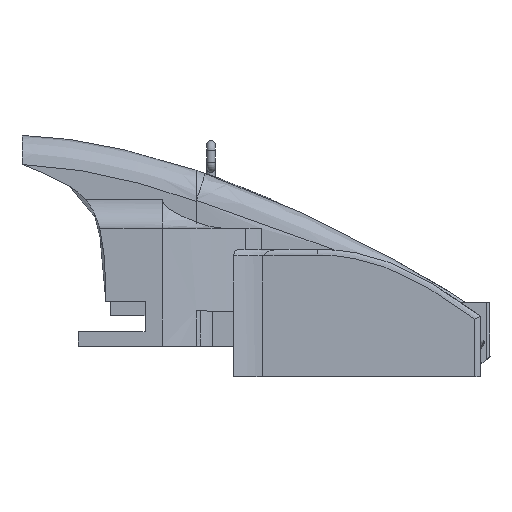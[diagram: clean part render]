
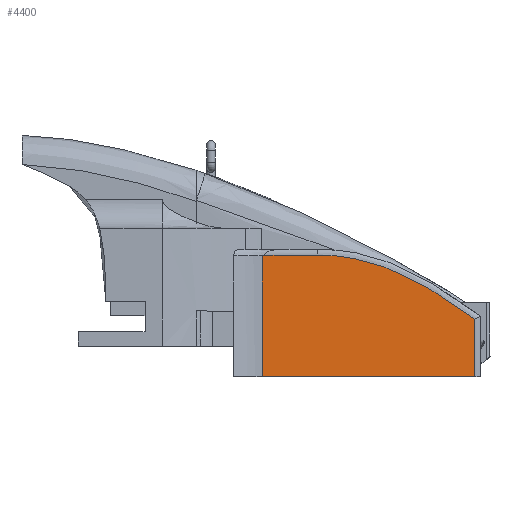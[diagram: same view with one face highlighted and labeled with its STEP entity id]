
A CAD part, left-side view. The second image highlights one B-rep face of the part: STEP entity #4400.
In plain terms, the highlighted planar face has unit normal (-1, 0, 0).
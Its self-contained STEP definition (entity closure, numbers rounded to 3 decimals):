
#397=B_SPLINE_CURVE_WITH_KNOTS('',3,(#11607,#11608,#11609,#11610,#11611,
#11612,#11613,#11614,#11615,#11616),.UNSPECIFIED.,.F.,.F.,(4,3,3,4),(0.157,
0.175,0.211,0.213),.UNSPECIFIED.);
#416=B_SPLINE_CURVE_WITH_KNOTS('',3,(#12656,#12657,#12658,#12659,#12660,
#12661,#12662,#12663,#12664),.UNSPECIFIED.,.F.,.F.,(4,1,1,1,1,1,4),(0.081,
0.716,1.432,2.864,3.58,4.296,
5.012),.UNSPECIFIED.);
#730=FACE_OUTER_BOUND('',#984,.T.);
#984=EDGE_LOOP('',(#3617,#3618,#3619,#3620,#3621,#3622));
#1282=LINE('',#11752,#1578);
#1284=LINE('',#12262,#1580);
#1294=LINE('',#12654,#1590);
#1295=LINE('',#12665,#1591);
#1578=VECTOR('',#5319,12.);
#1580=VECTOR('',#5323,12.);
#1590=VECTOR('',#5357,2.7);
#1591=VECTOR('',#5358,2.7);
#1925=VERTEX_POINT('',#11600);
#1926=VERTEX_POINT('',#11606);
#1935=VERTEX_POINT('',#11750);
#1944=VERTEX_POINT('',#12261);
#1954=VERTEX_POINT('',#12653);
#1955=VERTEX_POINT('',#12655);
#2500=EDGE_CURVE('',#1926,#1925,#397,.T.);
#2515=EDGE_CURVE('',#1935,#1925,#1282,.T.);
#2525=EDGE_CURVE('',#1935,#1944,#1284,.T.);
#2546=EDGE_CURVE('',#1944,#1954,#1294,.T.);
#2547=EDGE_CURVE('',#1954,#1955,#416,.T.);
#2548=EDGE_CURVE('',#1955,#1926,#1295,.T.);
#3617=ORIENTED_EDGE('',*,*,#2500,.T.);
#3618=ORIENTED_EDGE('',*,*,#2515,.F.);
#3619=ORIENTED_EDGE('',*,*,#2525,.T.);
#3620=ORIENTED_EDGE('',*,*,#2546,.T.);
#3621=ORIENTED_EDGE('',*,*,#2547,.T.);
#3622=ORIENTED_EDGE('',*,*,#2548,.T.);
#4225=PLANE('',#4680);
#4400=ADVANCED_FACE('',(#730),#4225,.F.);
#4680=AXIS2_PLACEMENT_3D('',#12652,#5355,#5356);
#5319=DIRECTION('',(0.,0.,1.));
#5323=DIRECTION('',(0.,-1.,0.));
#5355=DIRECTION('center_axis',(1.,0.,0.));
#5356=DIRECTION('ref_axis',(0.,1.,0.));
#5357=DIRECTION('',(0.,0.,1.));
#5358=DIRECTION('',(0.,1.,0.));
#11600=CARTESIAN_POINT('',(-141.613,27.302,31.07));
#11606=CARTESIAN_POINT('',(-141.613,26.798,31.308));
#11607=CARTESIAN_POINT('Ctrl Pts',(-141.612,26.799,31.308));
#11608=CARTESIAN_POINT('Ctrl Pts',(-141.612,26.852,31.283));
#11609=CARTESIAN_POINT('Ctrl Pts',(-141.612,26.906,31.258));
#11610=CARTESIAN_POINT('Ctrl Pts',(-141.612,26.959,31.233));
#11611=CARTESIAN_POINT('Ctrl Pts',(-141.612,27.068,31.183));
#11612=CARTESIAN_POINT('Ctrl Pts',(-141.612,27.176,31.132));
#11613=CARTESIAN_POINT('Ctrl Pts',(-141.612,27.283,31.079));
#11614=CARTESIAN_POINT('Ctrl Pts',(-141.612,27.29,31.076));
#11615=CARTESIAN_POINT('Ctrl Pts',(-141.612,27.296,31.073));
#11616=CARTESIAN_POINT('Ctrl Pts',(-141.612,27.302,31.07));
#11750=CARTESIAN_POINT('',(-141.613,27.302,-10.466));
#11752=CARTESIAN_POINT('',(-141.613,27.302,37.516));
#12261=CARTESIAN_POINT('',(-141.613,-45.721,-10.466));
#12262=CARTESIAN_POINT('',(-141.613,35.702,-10.466));
#12652=CARTESIAN_POINT('Origin',(-141.613,-6.016,41.711));
#12653=CARTESIAN_POINT('',(-141.613,-45.721,9.318));
#12654=CARTESIAN_POINT('',(-141.613,-45.721,15.622));
#12655=CARTESIAN_POINT('',(-141.613,8.292,31.308));
#12656=CARTESIAN_POINT('Ctrl Pts',(-141.613,-45.721,
9.319));
#12657=CARTESIAN_POINT('Ctrl Pts',(-141.613,-43.71,
10.871));
#12658=CARTESIAN_POINT('Ctrl Pts',(-141.613,-39.302,14.009));
#12659=CARTESIAN_POINT('Ctrl Pts',(-141.613,-29.941,20.148));
#12660=CARTESIAN_POINT('Ctrl Pts',(-141.613,-19.83,
25.585));
#12661=CARTESIAN_POINT('Ctrl Pts',(-141.613,-8.893,
29.296));
#12662=CARTESIAN_POINT('Ctrl Pts',(-141.613,-0.334,
30.976));
#12663=CARTESIAN_POINT('Ctrl Pts',(-141.613,5.427,31.308));
#12664=CARTESIAN_POINT('Ctrl Pts',(-141.613,8.292,31.308));
#12665=CARTESIAN_POINT('',(-141.613,-26.874,31.308));
